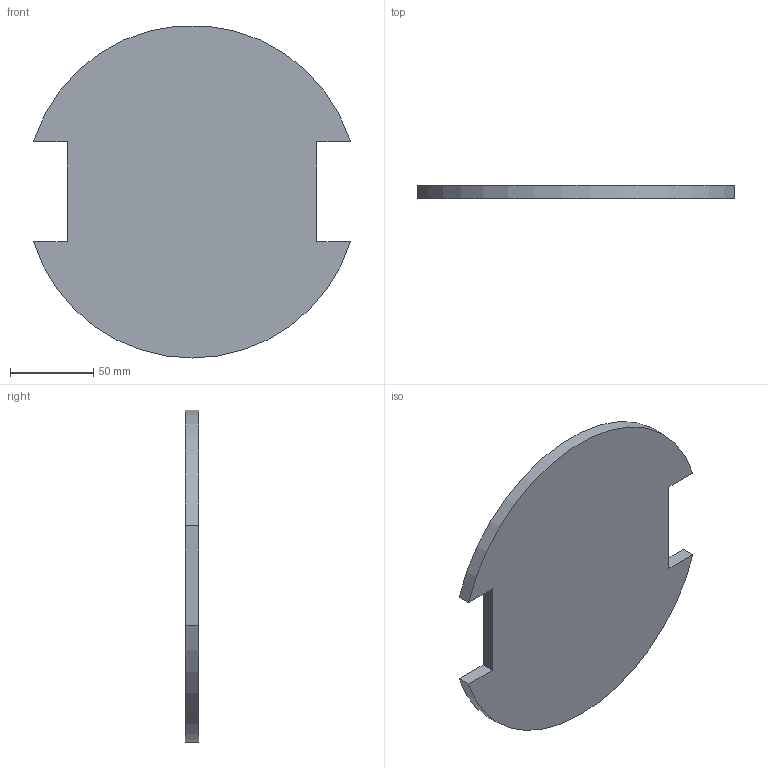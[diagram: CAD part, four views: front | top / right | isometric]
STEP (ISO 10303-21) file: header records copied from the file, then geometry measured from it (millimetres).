
FILE_DESCRIPTION (( 'STEP AP214' ), '1' );
FILE_NAME ('Chassi_PMT1.STEP', '2013-09-12T21:10:09', ( 'Bibi2424' ), ( '' ), 'SwSTEP 2.0', 'SolidWorks 2011', '' );
FILE_SCHEMA (( 'AUTOMOTIVE_DESIGN' ));
Length unit declared in the file: millimetre
Products named in the file (1): Chassi_PMT1
Bounding box: 190.79 x 8 x 199.64 mm (x, y, z)
Volume: 228787.5 mm3; surface area: 62861 mm2
Topology: 1 solids, 1 shells, 11 faces, 27 edges, 18 vertices
Faces by surface type: plane 8, cylinder 3
Entity records: 361 total; most frequent: CARTESIAN_POINT 57, DIRECTION 57, ORIENTED_EDGE 54, EDGE_CURVE 27, LINE 21, VECTOR 21, VERTEX_POINT 18, AXIS2_PLACEMENT_3D 18
